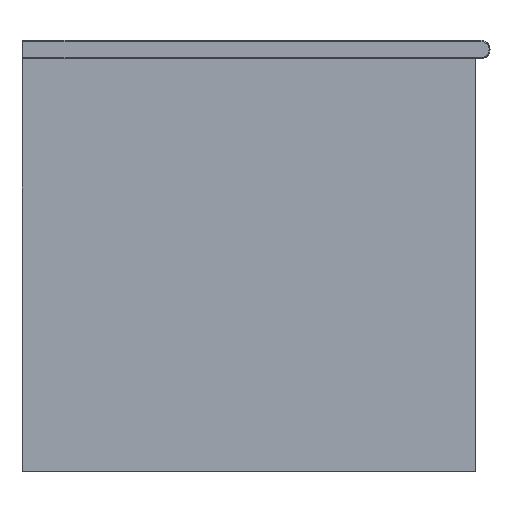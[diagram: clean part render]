
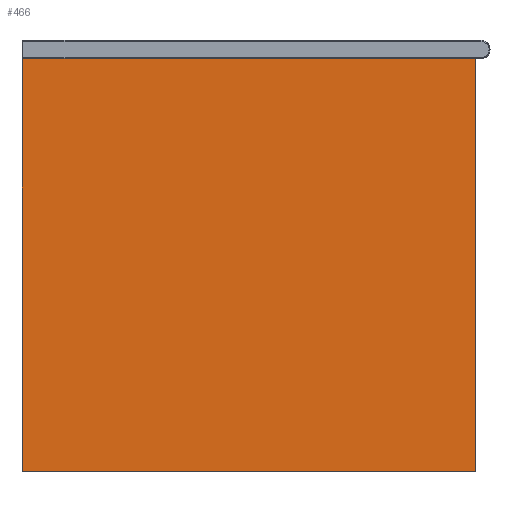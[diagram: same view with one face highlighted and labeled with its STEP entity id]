
A CAD part, left-side view. The second image highlights one B-rep face of the part: STEP entity #466.
In plain terms, the highlighted face is planar.
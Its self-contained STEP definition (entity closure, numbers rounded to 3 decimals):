
#466=ADVANCED_FACE('',(#687),#3909,.T.);
#687=FACE_OUTER_BOUND('',#908,.T.);
#908=EDGE_LOOP('',(#2084,#2085,#2086,#2087));
#2084=ORIENTED_EDGE('',*,*,#2694,.F.);
#2085=ORIENTED_EDGE('',*,*,#2695,.F.);
#2086=ORIENTED_EDGE('',*,*,#2696,.F.);
#2087=ORIENTED_EDGE('',*,*,#2693,.F.);
#2693=EDGE_CURVE('',#3686,#3687,#3290,.T.);
#2694=EDGE_CURVE('',#3688,#3686,#3291,.T.);
#2695=EDGE_CURVE('',#3689,#3688,#3292,.T.);
#2696=EDGE_CURVE('',#3687,#3689,#3293,.T.);
#3290=B_SPLINE_CURVE_WITH_KNOTS('',1,(#7364,#7365),.UNSPECIFIED.,.F.,.F.,
(2,2),(-450.,0.),.UNSPECIFIED.);
#3291=B_SPLINE_CURVE_WITH_KNOTS('',1,(#7366,#7367),.UNSPECIFIED.,.F.,.F.,
(2,2),(-494.,0.),.UNSPECIFIED.);
#3292=B_SPLINE_CURVE_WITH_KNOTS('',1,(#7368,#7369),.UNSPECIFIED.,.F.,.F.,
(2,2),(-450.,0.),.UNSPECIFIED.);
#3293=B_SPLINE_CURVE_WITH_KNOTS('',1,(#7370,#7371),.UNSPECIFIED.,.F.,.F.,
(2,2),(-494.,0.),.UNSPECIFIED.);
#3686=VERTEX_POINT('',#7356);
#3687=VERTEX_POINT('',#7357);
#3688=VERTEX_POINT('',#7358);
#3689=VERTEX_POINT('',#7359);
#3909=PLANE('',#4363);
#4363=AXIS2_PLACEMENT_3D('',#7350,#4623,$);
#4623=DIRECTION('',(1.,0.,0.));
#7350=CARTESIAN_POINT('',(8.,270.,-49.4));
#7356=CARTESIAN_POINT('',(8.,225.,0.));
#7357=CARTESIAN_POINT('',(8.,-225.,0.));
#7358=CARTESIAN_POINT('',(8.,225.,494.));
#7359=CARTESIAN_POINT('',(8.,-225.,494.));
#7364=CARTESIAN_POINT('',(8.,225.,0.));
#7365=CARTESIAN_POINT('',(8.,-225.,0.));
#7366=CARTESIAN_POINT('',(8.,225.,494.));
#7367=CARTESIAN_POINT('',(8.,225.,0.));
#7368=CARTESIAN_POINT('',(8.,-225.,494.));
#7369=CARTESIAN_POINT('',(8.,225.,494.));
#7370=CARTESIAN_POINT('',(8.,-225.,0.));
#7371=CARTESIAN_POINT('',(8.,-225.,494.));
